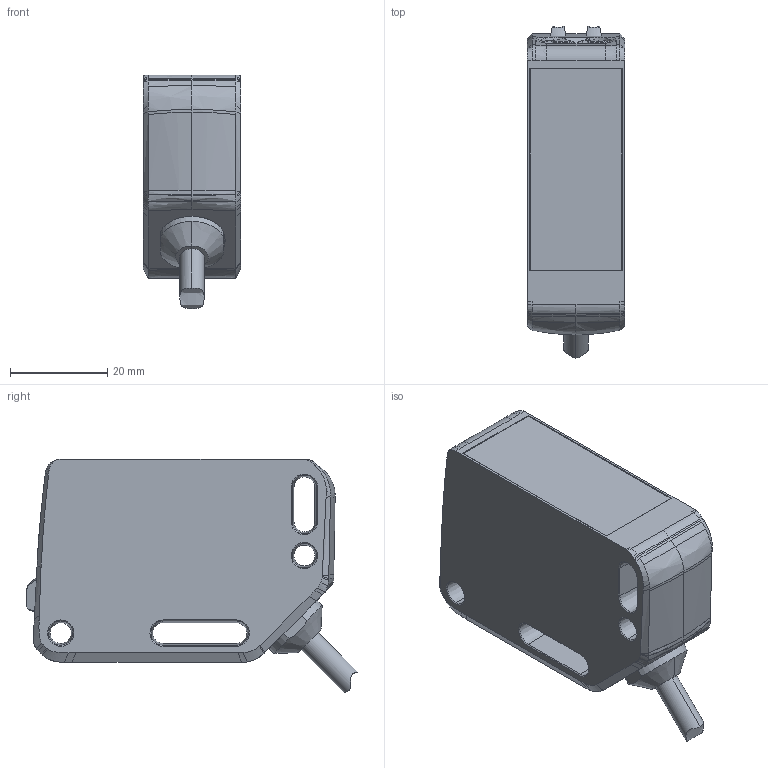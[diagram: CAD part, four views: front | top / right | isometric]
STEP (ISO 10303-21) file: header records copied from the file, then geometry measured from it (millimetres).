
FILE_DESCRIPTION((''),'2;1');
FILE_NAME('CAD-8582','2022-10-28T09:34:09',('creinig-se'),(''),'CREO PARAMETRIC BY PTC INC, 2019292','CREO PARAMETRIC BY PTC INC, 2019292','');
FILE_SCHEMA(('CONFIG_CONTROL_DESIGN','SHAPE_APPEARANCE_LAYERS_GROUPS'));
Length unit declared in the file: millimetre
Products named in the file (1): CAD-8582
Bounding box: 20 x 68.11 x 47.97 mm (x, y, z)
Volume: 44393.6 mm3; surface area: 10718 mm2
Topology: 1 solids, 1 shells, 343 faces, 970 edges, 649 vertices
Faces by surface type: plane 132, bspline 108, cylinder 50, cone 46, sphere 4, revolution 2, extrusion 1
Entity records: 17045 total; most frequent: CARTESIAN_POINT 5616, ORIENTED_EDGE 1916, DIRECTION 1469, PRESENTATION_STYLE_ASSIGNMENT 977, STYLED_ITEM 973, CURVE_STYLE 972, EDGE_CURVE 958, VERTEX_POINT 625
